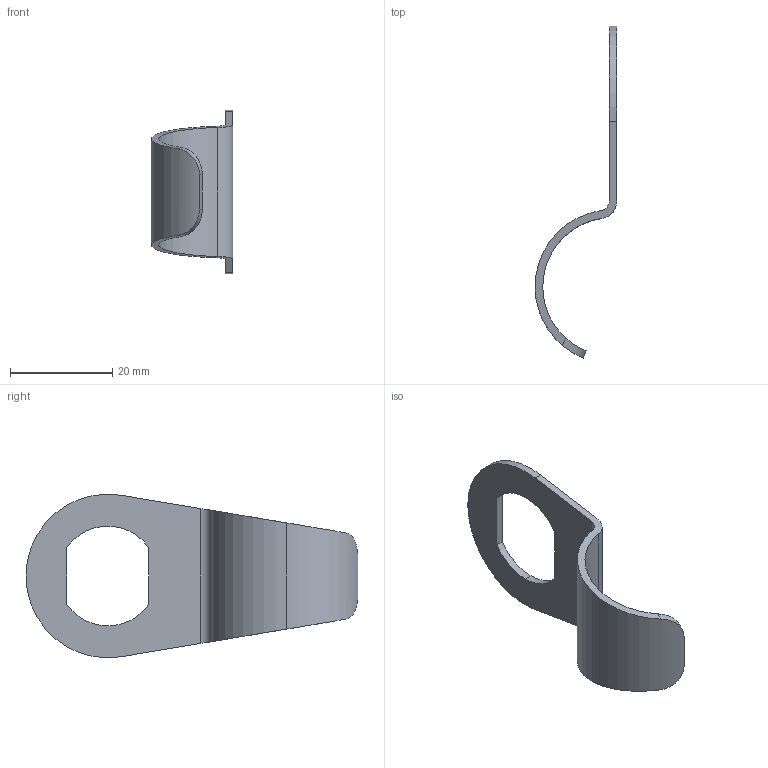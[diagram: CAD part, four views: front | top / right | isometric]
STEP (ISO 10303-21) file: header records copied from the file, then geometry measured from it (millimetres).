
FILE_DESCRIPTION (( 'STEP AP214' ), '1' );
FILE_NAME ('TL_411_2.STEP', '2015-10-28T04:47:43', ( '' ), ( '' ), 'SwSTEP 2.0', 'SolidWorks 2015', '' );
FILE_SCHEMA (( 'AUTOMOTIVE_DESIGN' ));
Length unit declared in the file: millimetre
Products named in the file (2): lever; TL_411_2
Assembly tree (1 placements, depth 2):
  TL_411_2
    lever
Bounding box: 16 x 64.93 x 32 mm (x, y, z)
Volume: 2318 mm3; surface area: 3454.1 mm2
Topology: 1 solids, 1 shells, 20 faces, 54 edges, 36 vertices
Faces by surface type: cylinder 13, plane 7
Entity records: 758 total; most frequent: CARTESIAN_POINT 218, ORIENTED_EDGE 108, DIRECTION 96, EDGE_CURVE 54, VERTEX_POINT 36, AXIS2_PLACEMENT_3D 34, VECTOR 28, LINE 28
